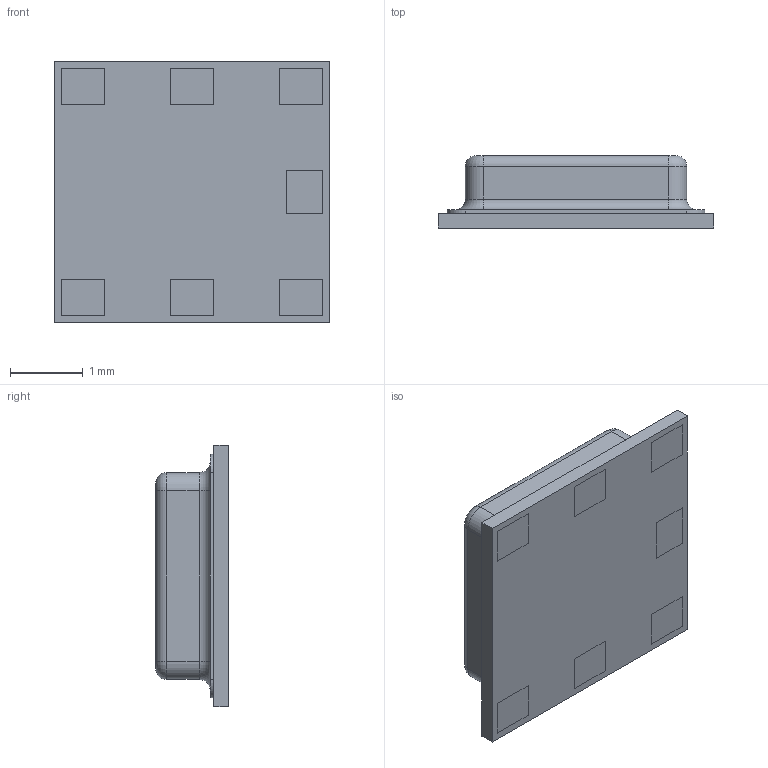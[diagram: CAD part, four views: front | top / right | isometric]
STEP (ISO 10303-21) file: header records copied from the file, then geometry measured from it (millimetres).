
FILE_DESCRIPTION (( 'STEP AP214' ), '1' );
FILE_NAME ('BMP180.STEP', '2023-02-02T03:41:46', ( '' ), ( '' ), 'SwSTEP 2.0', 'SolidWorks 2021', '' );
FILE_SCHEMA (( 'AUTOMOTIVE_DESIGN' ));
Length unit declared in the file: millimetre
Products named in the file (1): BMP180
Bounding box: 3.8 x 1 x 3.6 mm (x, y, z)
Volume: 9.8 mm3; surface area: 68.2 mm2
Topology: 10 solids, 10 shells, 125 faces, 272 edges, 176 vertices
Faces by surface type: plane 97, cylinder 20, torus 8
Entity records: 3547 total; most frequent: CARTESIAN_POINT 574, DIRECTION 572, ORIENTED_EDGE 544, EDGE_CURVE 272, LINE 224, VECTOR 224, VERTEX_POINT 176, AXIS2_PLACEMENT_3D 174
